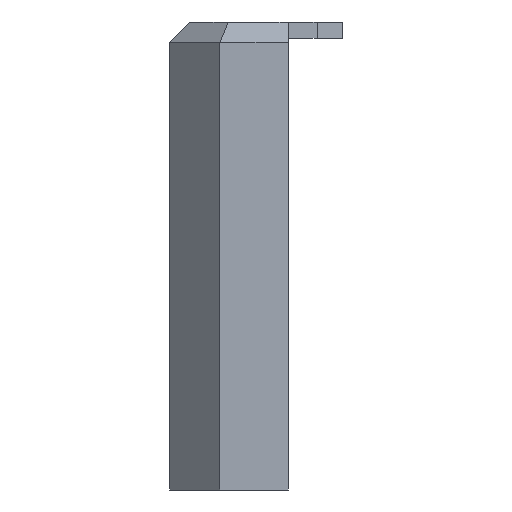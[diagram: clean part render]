
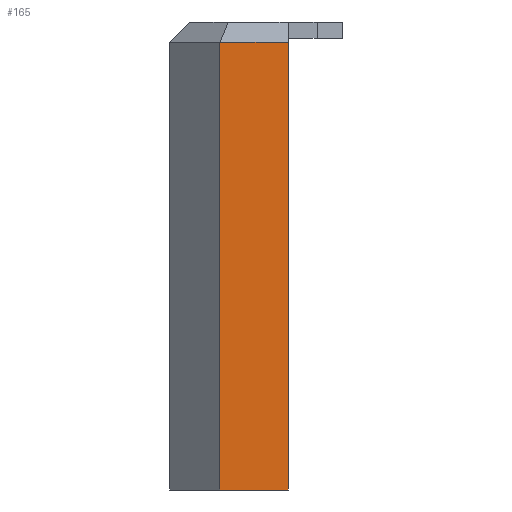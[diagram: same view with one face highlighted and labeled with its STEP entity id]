
A CAD part, front view. The second image highlights one B-rep face of the part: STEP entity #165.
In plain terms, the highlighted planar face has unit normal (0, -1, 0).
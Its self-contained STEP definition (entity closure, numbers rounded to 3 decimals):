
#165=ADVANCED_FACE('',(#3984),#3986,.T.);
#3984=FACE_BOUND('',#3985,.T.);
#3985=EDGE_LOOP('',(#7138,#7139,#7140,#7141));
#3986=PLANE('',#3987);
#3987=AXIS2_PLACEMENT_3D('',#3988,#3989,#3990);
#3988=CARTESIAN_POINT('',(-6.8,0.,0.));
#3989=DIRECTION('',(0.,-1.,0.));
#3990=DIRECTION('',(1.,0.,0.));
#7138=ORIENTED_EDGE('',*,*,#9583,.F.);
#7139=ORIENTED_EDGE('',*,*,#9585,.T.);
#7140=ORIENTED_EDGE('',*,*,#9397,.F.);
#7141=ORIENTED_EDGE('',*,*,#9368,.F.);
#9368=EDGE_CURVE('',#10538,#10540,#10541,.T.);
#9397=EDGE_CURVE('',#10540,#10592,#10593,.T.);
#9583=EDGE_CURVE('',#10960,#10538,#10961,.T.);
#9585=EDGE_CURVE('',#10960,#10592,#10963,.T.);
#10538=VERTEX_POINT('',#12498);
#10540=VERTEX_POINT('',#12502);
#10541=LINE('',#12503,#12504);
#10592=VERTEX_POINT('',#12613);
#10593=LINE('',#12614,#12615);
#10960=VERTEX_POINT('',#13354);
#10961=LINE('',#13355,#13356);
#10963=LINE('',#13361,#13362);
#12498=CARTESIAN_POINT('',(0.,0.,-0.4));
#12502=CARTESIAN_POINT('',(0.,0.,-45.));
#12503=CARTESIAN_POINT('',(0.,0.,-0.4));
#12504=VECTOR('',#12505,1.);
#12505=DIRECTION('',(0.,0.,-1.));
#12613=CARTESIAN_POINT('',(-6.8,0.,-45.));
#12614=CARTESIAN_POINT('',(0.,0.,-45.));
#12615=VECTOR('',#12616,1.);
#12616=DIRECTION('',(-1.,0.,0.));
#13354=CARTESIAN_POINT('',(-6.8,0.,-0.4));
#13355=CARTESIAN_POINT('',(-6.8,0.,-0.4));
#13356=VECTOR('',#13357,1.);
#13357=DIRECTION('',(1.,0.,0.));
#13361=CARTESIAN_POINT('',(-6.8,0.,-0.4));
#13362=VECTOR('',#13363,1.);
#13363=DIRECTION('',(0.,0.,-1.));
